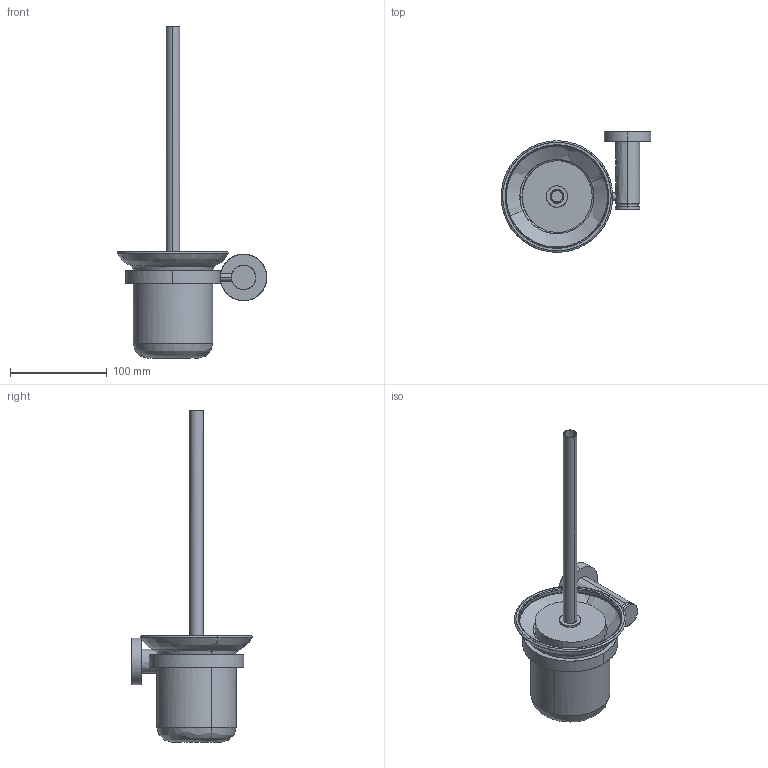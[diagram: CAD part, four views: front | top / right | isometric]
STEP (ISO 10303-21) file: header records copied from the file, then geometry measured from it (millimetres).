
FILE_DESCRIPTION(/* description */ (''),/* implementation_level */ '2;1');
FILE_NAME(/* name */ '0099271000',/* time_stamp */ '2019-01-11T14:48:15+01:00',/* author */ (''),/* organization */ (''),/* preprocessor_version */ 'ST-DEVELOPER v15',/* originating_system */ '',/* authorisation */ '');
FILE_SCHEMA (('AUTOMOTIVE_DESIGN'));
Length unit declared in the file: millimetre
Products named in the file (1): Document
Bounding box: 154.58 x 124.58 x 343 mm (x, y, z)
Volume: 341176.6 mm3; surface area: 133348.7 mm2
Topology: 1 solids, 38 shells, 64 faces, 166 edges, 118 vertices
Faces by surface type: bspline 64
Entity records: 4210 total; most frequent: CARTESIAN_POINT 2524, ORIENTED_EDGE 218, PCURVE 218, DEFINITIONAL_REPRESENTATION 218, B_SPLINE_CURVE_WITH_KNOTS 217, SURFACE_CURVE 166, EDGE_CURVE 166, VERTEX_POINT 118
